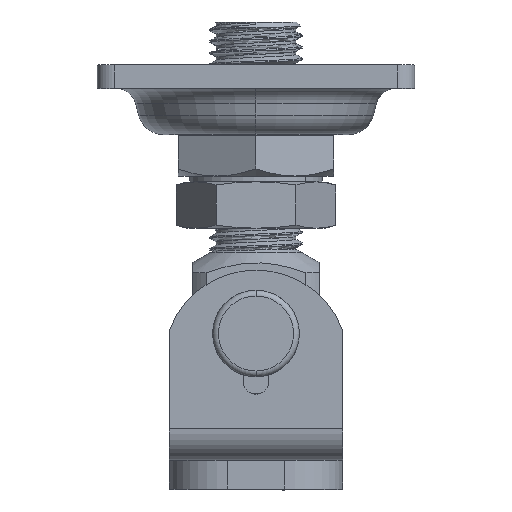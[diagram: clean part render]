
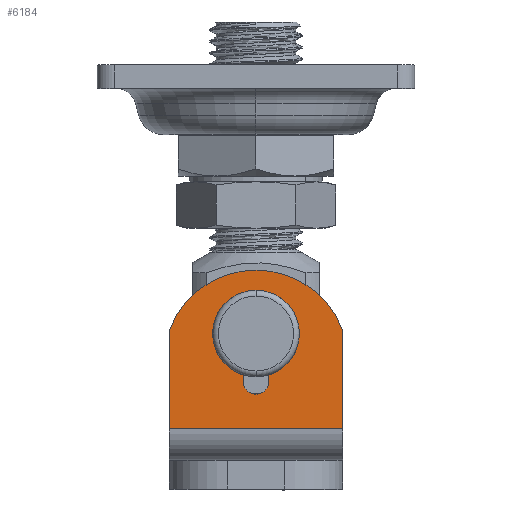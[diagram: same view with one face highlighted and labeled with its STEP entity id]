
A CAD part, top view. The second image highlights one B-rep face of the part: STEP entity #6184.
In plain terms, the highlighted face is planar.
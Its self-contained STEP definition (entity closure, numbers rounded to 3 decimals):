
#95 = VECTOR ( 'NONE', #9631, 1000. ) ;
#117 = AXIS2_PLACEMENT_3D ( 'NONE', #1305, #5935, #8267 ) ;
#303 = CARTESIAN_POINT ( 'NONE',  ( -16.25, 0.5, 15. ) ) ;
#393 = DIRECTION ( 'NONE',  ( -1., 0., 0. ) ) ;
#850 = FACE_OUTER_BOUND ( 'NONE', #13178, .T. ) ;
#852 = EDGE_LOOP ( 'NONE', ( #5993, #8989, #7720, #9930, #12739 ) ) ;
#923 = VECTOR ( 'NONE', #13298, 1000. ) ;
#1006 = CARTESIAN_POINT ( 'NONE',  ( -16.25, 17.568, -15. ) ) ;
#1147 = VERTEX_POINT ( 'NONE', #8669 ) ;
#1305 = CARTESIAN_POINT ( 'NONE',  ( -16.25, 12., 0. ) ) ;
#1398 = DIRECTION ( 'NONE',  ( 1., 0., 0. ) ) ;
#1449 = CIRCLE ( 'NONE', #6694, 6. ) ;
#1480 = EDGE_CURVE ( 'NONE', #14437, #13721, #2386, .T. ) ;
#1507 = LINE ( 'NONE', #10643, #4844 ) ;
#1564 = CARTESIAN_POINT ( 'NONE',  ( -16.25, 11.438, -2.25 ) ) ;
#1707 = LINE ( 'NONE', #13080, #95 ) ;
#1949 = VERTEX_POINT ( 'NONE', #1006 ) ;
#2276 = EDGE_CURVE ( 'NONE', #11835, #8584, #14150, .T. ) ;
#2386 = CIRCLE ( 'NONE', #12657, 6. ) ;
#2582 = ORIENTED_EDGE ( 'NONE', *, *, #14141, .F. ) ;
#2831 = LINE ( 'NONE', #5064, #923 ) ;
#3065 = CARTESIAN_POINT ( 'NONE',  ( -16.25, 8.75, 2.25 ) ) ;
#4054 = CARTESIAN_POINT ( 'NONE',  ( -16.25, 28., -15. ) ) ;
#4064 = CARTESIAN_POINT ( 'NONE',  ( -16.25, 8.75, 2.25 ) ) ;
#4487 = AXIS2_PLACEMENT_3D ( 'NONE', #13622, #5606, #11627 ) ;
#4844 = VECTOR ( 'NONE', #14055, 1000. ) ;
#4949 = DIRECTION ( 'NONE',  ( 0., 1., 0. ) ) ;
#5064 = CARTESIAN_POINT ( 'NONE',  ( -16.25, 11.438, -2.25 ) ) ;
#5406 = EDGE_CURVE ( 'NONE', #10529, #13376, #13555, .T. ) ;
#5432 = AXIS2_PLACEMENT_3D ( 'NONE', #13958, #1398, #11433 ) ;
#5606 = DIRECTION ( 'NONE',  ( 1., 0., 0. ) ) ;
#5664 = CARTESIAN_POINT ( 'NONE',  ( -16.25, 11.438, 2.25 ) ) ;
#5796 = CIRCLE ( 'NONE', #8678, 2.25 ) ;
#5935 = DIRECTION ( 'NONE',  ( 1., 0., 0. ) ) ;
#5955 = CARTESIAN_POINT ( 'NONE',  ( -16.25, 17., 0. ) ) ;
#5993 = ORIENTED_EDGE ( 'NONE', *, *, #12781, .F. ) ;
#6031 = DIRECTION ( 'NONE',  ( -1., 0., 0. ) ) ;
#6184 = ADVANCED_FACE ( 'NONE', ( #11109, #850 ), #8015, .F. ) ;
#6364 = LINE ( 'NONE', #4054, #7690 ) ;
#6635 = CARTESIAN_POINT ( 'NONE',  ( -16.25, 28., 0. ) ) ;
#6694 = AXIS2_PLACEMENT_3D ( 'NONE', #9110, #12706, #13587 ) ;
#7485 = DIRECTION ( 'NONE',  ( 0., -1., 0. ) ) ;
#7690 = VECTOR ( 'NONE', #7485, 1000. ) ;
#7720 = ORIENTED_EDGE ( 'NONE', *, *, #1480, .F. ) ;
#8015 = PLANE ( 'NONE',  #4487 ) ;
#8224 = EDGE_CURVE ( 'NONE', #13721, #1147, #2831, .T. ) ;
#8267 = DIRECTION ( 'NONE',  ( 0., 1., 0. ) ) ;
#8584 = VERTEX_POINT ( 'NONE', #5664 ) ;
#8669 = CARTESIAN_POINT ( 'NONE',  ( -16.25, 8.75, -2.25 ) ) ;
#8678 = AXIS2_PLACEMENT_3D ( 'NONE', #12037, #393, #11069 ) ;
#8989 = ORIENTED_EDGE ( 'NONE', *, *, #8224, .F. ) ;
#9110 = CARTESIAN_POINT ( 'NONE',  ( -16.25, 17., 0. ) ) ;
#9631 = DIRECTION ( 'NONE',  ( 0., -1., 0. ) ) ;
#9930 = ORIENTED_EDGE ( 'NONE', *, *, #10585, .F. ) ;
#9957 = CARTESIAN_POINT ( 'NONE',  ( -16.25, 0.5, -15. ) ) ;
#10477 = CARTESIAN_POINT ( 'NONE',  ( -16.25, 23., 0. ) ) ;
#10529 = VERTEX_POINT ( 'NONE', #6635 ) ;
#10585 = EDGE_CURVE ( 'NONE', #8584, #14437, #1449, .T. ) ;
#10643 = CARTESIAN_POINT ( 'NONE',  ( -16.25, 0.5, 15. ) ) ;
#10678 = DIRECTION ( 'NONE',  ( 0., -1., 0. ) ) ;
#10795 = VERTEX_POINT ( 'NONE', #303 ) ;
#11069 = DIRECTION ( 'NONE',  ( 0., -1., 0. ) ) ;
#11109 = FACE_BOUND ( 'NONE', #852, .T. ) ;
#11429 = VECTOR ( 'NONE', #4949, 1000. ) ;
#11433 = DIRECTION ( 'NONE',  ( 0., 1., 0. ) ) ;
#11485 = ORIENTED_EDGE ( 'NONE', *, *, #13149, .F. ) ;
#11627 = DIRECTION ( 'NONE',  ( 0., 1., 0. ) ) ;
#11796 = EDGE_CURVE ( 'NONE', #1949, #12519, #6364, .T. ) ;
#11835 = VERTEX_POINT ( 'NONE', #3065 ) ;
#12037 = CARTESIAN_POINT ( 'NONE',  ( -16.25, 8.75, 0. ) ) ;
#12101 = ORIENTED_EDGE ( 'NONE', *, *, #14498, .F. ) ;
#12104 = ORIENTED_EDGE ( 'NONE', *, *, #5406, .F. ) ;
#12202 = CARTESIAN_POINT ( 'NONE',  ( -16.25, 17.568, 15. ) ) ;
#12519 = VERTEX_POINT ( 'NONE', #9957 ) ;
#12657 = AXIS2_PLACEMENT_3D ( 'NONE', #5955, #6031, #10678 ) ;
#12706 = DIRECTION ( 'NONE',  ( -1., 0., 0. ) ) ;
#12739 = ORIENTED_EDGE ( 'NONE', *, *, #2276, .F. ) ;
#12781 = EDGE_CURVE ( 'NONE', #1147, #11835, #5796, .T. ) ;
#13080 = CARTESIAN_POINT ( 'NONE',  ( -16.25, 28., 15. ) ) ;
#13149 = EDGE_CURVE ( 'NONE', #10795, #12519, #1507, .T. ) ;
#13178 = EDGE_LOOP ( 'NONE', ( #12101, #12104, #2582, #14027, #11485 ) ) ;
#13298 = DIRECTION ( 'NONE',  ( 0., -1., 0. ) ) ;
#13376 = VERTEX_POINT ( 'NONE', #12202 ) ;
#13555 = CIRCLE ( 'NONE', #5432, 16. ) ;
#13587 = DIRECTION ( 'NONE',  ( 0., -1., 0. ) ) ;
#13622 = CARTESIAN_POINT ( 'NONE',  ( -16.25, 28., 15. ) ) ;
#13721 = VERTEX_POINT ( 'NONE', #1564 ) ;
#13958 = CARTESIAN_POINT ( 'NONE',  ( -16.25, 12., 0. ) ) ;
#14027 = ORIENTED_EDGE ( 'NONE', *, *, #11796, .T. ) ;
#14055 = DIRECTION ( 'NONE',  ( 0., 0., -1. ) ) ;
#14141 = EDGE_CURVE ( 'NONE', #1949, #10529, #14189, .T. ) ;
#14150 = LINE ( 'NONE', #4064, #11429 ) ;
#14189 = CIRCLE ( 'NONE', #117, 16. ) ;
#14437 = VERTEX_POINT ( 'NONE', #10477 ) ;
#14498 = EDGE_CURVE ( 'NONE', #13376, #10795, #1707, .T. ) ;
